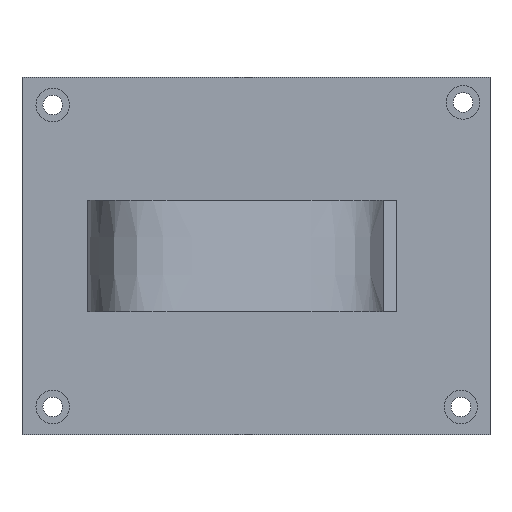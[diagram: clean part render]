
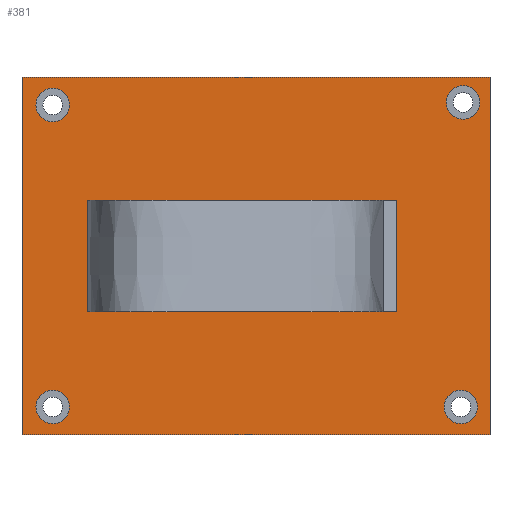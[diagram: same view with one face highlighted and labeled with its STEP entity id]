
A CAD part, front view. The second image highlights one B-rep face of the part: STEP entity #381.
In plain terms, the highlighted planar face has unit normal (0, -1, 0).
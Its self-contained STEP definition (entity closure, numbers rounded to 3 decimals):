
#19=FACE_BOUND('',#103,.T.);
#20=FACE_BOUND('',#104,.T.);
#21=FACE_BOUND('',#105,.T.);
#22=FACE_BOUND('',#106,.T.);
#23=FACE_BOUND('',#107,.T.);
#28=CIRCLE('',#401,3.);
#31=CIRCLE('',#406,3.);
#34=CIRCLE('',#411,3.);
#37=CIRCLE('',#416,3.);
#75=FACE_OUTER_BOUND('',#102,.T.);
#102=EDGE_LOOP('',(#327,#328,#329,#330));
#103=EDGE_LOOP('',(#331,#332,#333,#334));
#104=EDGE_LOOP('',(#335));
#105=EDGE_LOOP('',(#336));
#106=EDGE_LOOP('',(#337));
#107=EDGE_LOOP('',(#338));
#115=B_SPLINE_CURVE_WITH_KNOTS('',3,(#636,#637,#638,#639),.UNSPECIFIED.,
 .F.,.F.,(4,4),(0.,2.),.UNSPECIFIED.);
#118=B_SPLINE_CURVE_WITH_KNOTS('',3,(#742,#743,#744,#745),.UNSPECIFIED.,
 .F.,.F.,(4,4),(0.,2.),.UNSPECIFIED.);
#119=LINE('',#540,#145);
#122=LINE('',#659,#148);
#135=LINE('',#807,#161);
#138=LINE('',#813,#164);
#141=LINE('',#819,#167);
#144=LINE('',#823,#170);
#145=VECTOR('',#438,10.);
#148=VECTOR('',#443,10.);
#161=VECTOR('',#516,10.);
#164=VECTOR('',#521,10.);
#167=VECTOR('',#526,10.);
#170=VECTOR('',#531,10.);
#171=VERTEX_POINT('',#538);
#172=VERTEX_POINT('',#539);
#175=VERTEX_POINT('',#635);
#177=VERTEX_POINT('',#658);
#179=VERTEX_POINT('',#749);
#182=VERTEX_POINT('',#758);
#185=VERTEX_POINT('',#767);
#188=VERTEX_POINT('',#776);
#197=VERTEX_POINT('',#804);
#198=VERTEX_POINT('',#806);
#200=VERTEX_POINT('',#812);
#202=VERTEX_POINT('',#818);
#203=EDGE_CURVE('',#171,#172,#119,.T.);
#207=EDGE_CURVE('',#172,#175,#115,.T.);
#210=EDGE_CURVE('',#175,#177,#122,.T.);
#213=EDGE_CURVE('',#177,#171,#118,.T.);
#215=EDGE_CURVE('',#179,#179,#28,.T.);
#219=EDGE_CURVE('',#182,#182,#31,.T.);
#223=EDGE_CURVE('',#185,#185,#34,.T.);
#227=EDGE_CURVE('',#188,#188,#37,.T.);
#241=EDGE_CURVE('',#198,#197,#135,.T.);
#244=EDGE_CURVE('',#200,#198,#138,.T.);
#247=EDGE_CURVE('',#202,#200,#141,.T.);
#250=EDGE_CURVE('',#197,#202,#144,.T.);
#327=ORIENTED_EDGE('',*,*,#250,.T.);
#328=ORIENTED_EDGE('',*,*,#247,.T.);
#329=ORIENTED_EDGE('',*,*,#244,.T.);
#330=ORIENTED_EDGE('',*,*,#241,.T.);
#331=ORIENTED_EDGE('',*,*,#203,.T.);
#332=ORIENTED_EDGE('',*,*,#207,.T.);
#333=ORIENTED_EDGE('',*,*,#210,.T.);
#334=ORIENTED_EDGE('',*,*,#213,.T.);
#335=ORIENTED_EDGE('',*,*,#215,.T.);
#336=ORIENTED_EDGE('',*,*,#219,.T.);
#337=ORIENTED_EDGE('',*,*,#223,.T.);
#338=ORIENTED_EDGE('',*,*,#227,.T.);
#358=PLANE('',#432);
#381=ADVANCED_FACE('',(#75,#19,#20,#21,#22,#23),#358,.T.);
#401=AXIS2_PLACEMENT_3D('',#750,#450,#451);
#406=AXIS2_PLACEMENT_3D('',#759,#461,#462);
#411=AXIS2_PLACEMENT_3D('',#768,#472,#473);
#416=AXIS2_PLACEMENT_3D('',#777,#483,#484);
#432=AXIS2_PLACEMENT_3D('',#824,#532,#533);
#438=DIRECTION('',(-1.,0.,0.));
#443=DIRECTION('',(1.,0.,0.));
#450=DIRECTION('center_axis',(0.,1.,0.));
#451=DIRECTION('ref_axis',(1.,0.,0.));
#461=DIRECTION('center_axis',(0.,1.,0.));
#462=DIRECTION('ref_axis',(1.,0.,0.));
#472=DIRECTION('center_axis',(0.,1.,0.));
#473=DIRECTION('ref_axis',(1.,0.,0.));
#483=DIRECTION('center_axis',(0.,1.,0.));
#484=DIRECTION('ref_axis',(1.,0.,0.));
#516=DIRECTION('',(0.,0.,-1.));
#521=DIRECTION('',(-1.,0.,0.));
#526=DIRECTION('',(0.,0.,1.));
#531=DIRECTION('',(1.,0.,0.));
#532=DIRECTION('center_axis',(0.,-1.,0.));
#533=DIRECTION('ref_axis',(1.,0.,0.));
#538=CARTESIAN_POINT('',(12.22,-21.,-37.));
#539=CARTESIAN_POINT('',(9.22,-21.,-37.));
#540=CARTESIAN_POINT('',(24.29,-21.,-37.));
#635=CARTESIAN_POINT('',(9.22,-21.,-17.));
#636=CARTESIAN_POINT('Ctrl Pts',(9.22,-21.,-37.));
#637=CARTESIAN_POINT('Ctrl Pts',(9.22,-21.,-30.333));
#638=CARTESIAN_POINT('Ctrl Pts',(9.22,-21.,-23.667));
#639=CARTESIAN_POINT('Ctrl Pts',(9.22,-21.,-17.));
#658=CARTESIAN_POINT('',(12.22,-21.,-17.));
#659=CARTESIAN_POINT('',(25.79,-21.,-17.));
#742=CARTESIAN_POINT('Ctrl Pts',(12.22,-21.,-17.));
#743=CARTESIAN_POINT('Ctrl Pts',(12.22,-21.,-23.667));
#744=CARTESIAN_POINT('Ctrl Pts',(12.22,-21.,-30.333));
#745=CARTESIAN_POINT('Ctrl Pts',(12.22,-21.,-37.));
#749=CARTESIAN_POINT('',(0.,-21.,-54.));
#750=CARTESIAN_POINT('Origin',(3.,-21.,-54.));
#758=CARTESIAN_POINT('',(73.,-21.,-54.));
#759=CARTESIAN_POINT('Origin',(76.,-21.,-54.));
#767=CARTESIAN_POINT('',(0.,-21.,0.));
#768=CARTESIAN_POINT('Origin',(3.,-21.,0.));
#776=CARTESIAN_POINT('',(73.412,-21.,0.464));
#777=CARTESIAN_POINT('Origin',(76.412,-21.,0.464));
#804=CARTESIAN_POINT('',(-2.5,-21.,-59.01));
#806=CARTESIAN_POINT('',(-2.5,-21.,4.99));
#807=CARTESIAN_POINT('',(-2.5,-21.,-59.01));
#812=CARTESIAN_POINT('',(81.22,-21.,4.99));
#813=CARTESIAN_POINT('',(-2.5,-21.,4.99));
#818=CARTESIAN_POINT('',(81.22,-21.,-59.01));
#819=CARTESIAN_POINT('',(81.22,-21.,4.99));
#823=CARTESIAN_POINT('',(81.22,-21.,-59.01));
#824=CARTESIAN_POINT('Origin',(39.36,-21.,-27.01));
